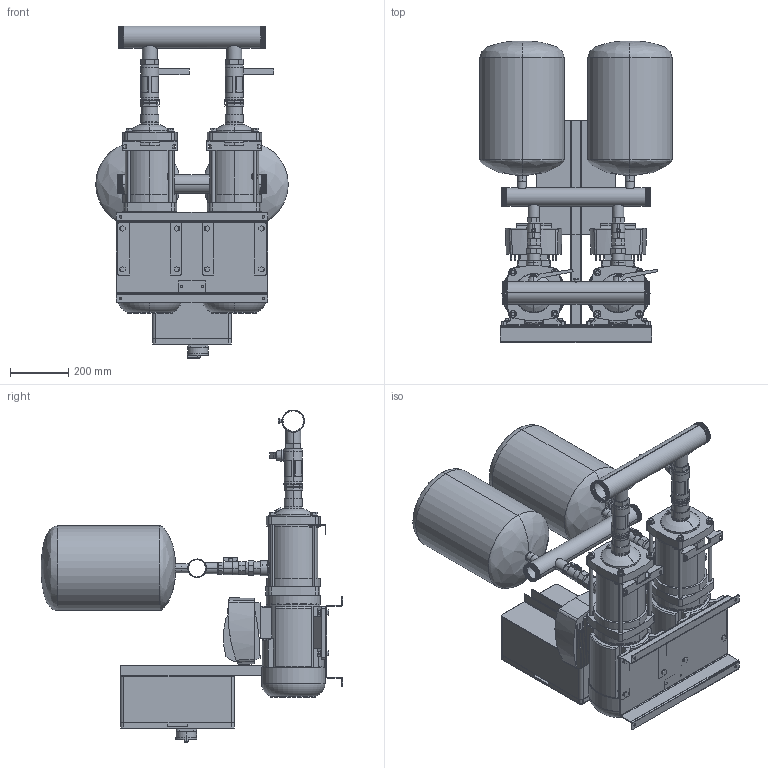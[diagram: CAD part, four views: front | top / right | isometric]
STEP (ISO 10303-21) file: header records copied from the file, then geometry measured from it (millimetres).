
FILE_DESCRIPTION (( 'STEP AP214' ), '1' );
FILE_NAME ('2EH 20-5 TE.STEP', '2022-03-02T09:47:59', ( '' ), ( '' ), 'SwSTEP 2.0', 'SolidWorks 2020', '' );
FILE_SCHEMA (( 'AUTOMOTIVE_DESIGN' ));
Length unit declared in the file: mil
Products named in the file (1): 2EH 20-5 TE
Bounding box: 660 x 1035 x 1139 mm (x, y, z)
Volume: 95172352 mm3; surface area: 5953672.3 mm2
Topology: 80 solids, 81 shells, 1928 faces, 4684 edges, 3043 vertices
Faces by surface type: plane 966, cylinder 761, cone 100, torus 49, bspline 42, sphere 10
Entity records: 81269 total; most frequent: CARTESIAN_POINT 33575, DIRECTION 9420, ORIENTED_EDGE 9356, EDGE_CURVE 4678, AXIS2_PLACEMENT_3D 3395, VERTEX_POINT 3043, VECTOR 2630, LINE 2630
